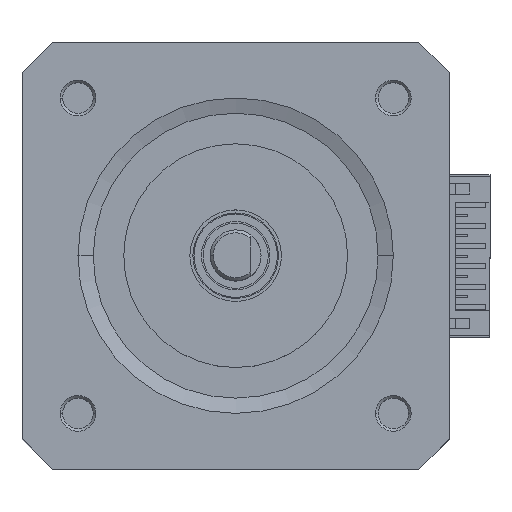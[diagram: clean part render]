
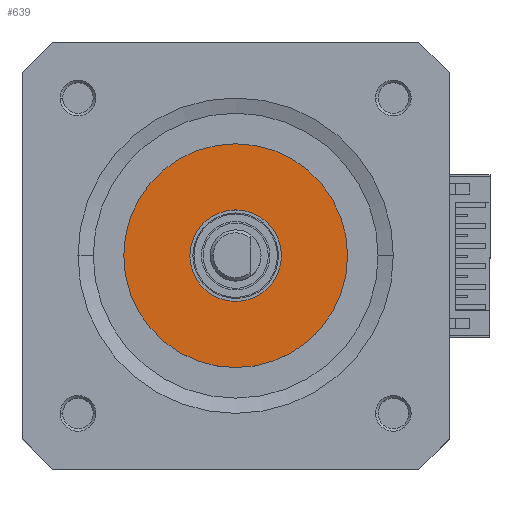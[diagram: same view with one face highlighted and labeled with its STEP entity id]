
A CAD part, top view. The second image highlights one B-rep face of the part: STEP entity #639.
In plain terms, the highlighted planar face has unit normal (0, 0, 1).
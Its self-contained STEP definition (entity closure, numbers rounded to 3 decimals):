
#337 = CARTESIAN_POINT ( 'NONE',  ( -11., 0., 36. ) ) ;
#627 = ORIENTED_EDGE ( 'NONE', *, *, #7888, .T. ) ;
#639 = ADVANCED_FACE ( 'NONE', ( #1418, #881 ), #13993, .T. ) ;
#648 = VERTEX_POINT ( 'NONE', #3614 ) ;
#881 = FACE_OUTER_BOUND ( 'NONE', #6805, .T. ) ;
#952 = EDGE_LOOP ( 'NONE', ( #4774, #5062 ) ) ;
#1014 = EDGE_CURVE ( 'NONE', #14782, #2370, #11369, .T. ) ;
#1248 = DIRECTION ( 'NONE',  ( 1., 0., 0. ) ) ;
#1346 = DIRECTION ( 'NONE',  ( 0., 0., 1. ) ) ;
#1418 = FACE_BOUND ( 'NONE', #952, .T. ) ;
#1509 = DIRECTION ( 'NONE',  ( 0., 0., 1. ) ) ;
#1598 = CIRCLE ( 'NONE', #7845, 4.5 ) ;
#2145 = DIRECTION ( 'NONE',  ( 0., 0., 1. ) ) ;
#2291 = CARTESIAN_POINT ( 'NONE',  ( -4.5, 0., 36. ) ) ;
#2370 = VERTEX_POINT ( 'NONE', #2291 ) ;
#3451 = VERTEX_POINT ( 'NONE', #337 ) ;
#3614 = CARTESIAN_POINT ( 'NONE',  ( 11., 0., 36. ) ) ;
#3952 = CIRCLE ( 'NONE', #6784, 11. ) ;
#4409 = CARTESIAN_POINT ( 'NONE',  ( 0., 0., 36. ) ) ;
#4774 = ORIENTED_EDGE ( 'NONE', *, *, #1014, .F. ) ;
#4775 = CARTESIAN_POINT ( 'NONE',  ( 0., 0., 36. ) ) ;
#4938 = DIRECTION ( 'NONE',  ( 1., 0., 0. ) ) ;
#5062 = ORIENTED_EDGE ( 'NONE', *, *, #11213, .F. ) ;
#6297 = DIRECTION ( 'NONE',  ( 0., 0., 1. ) ) ;
#6784 = AXIS2_PLACEMENT_3D ( 'NONE', #10734, #11909, #4938 ) ;
#6805 = EDGE_LOOP ( 'NONE', ( #10373, #627 ) ) ;
#7845 = AXIS2_PLACEMENT_3D ( 'NONE', #14359, #1509, #14305 ) ;
#7888 = EDGE_CURVE ( 'NONE', #648, #3451, #13532, .T. ) ;
#7925 = AXIS2_PLACEMENT_3D ( 'NONE', #12324, #6297, #11056 ) ;
#8226 = AXIS2_PLACEMENT_3D ( 'NONE', #4409, #2145, #11417 ) ;
#9552 = CARTESIAN_POINT ( 'NONE',  ( 4.5, 0., 36. ) ) ;
#9604 = AXIS2_PLACEMENT_3D ( 'NONE', #4775, #1346, #1248 ) ;
#10373 = ORIENTED_EDGE ( 'NONE', *, *, #11317, .T. ) ;
#10734 = CARTESIAN_POINT ( 'NONE',  ( 0., 0., 36. ) ) ;
#11056 = DIRECTION ( 'NONE',  ( 1., 0., 0. ) ) ;
#11213 = EDGE_CURVE ( 'NONE', #2370, #14782, #1598, .T. ) ;
#11317 = EDGE_CURVE ( 'NONE', #3451, #648, #3952, .T. ) ;
#11369 = CIRCLE ( 'NONE', #8226, 4.5 ) ;
#11417 = DIRECTION ( 'NONE',  ( 1., 0., 0. ) ) ;
#11909 = DIRECTION ( 'NONE',  ( 0., 0., 1. ) ) ;
#12324 = CARTESIAN_POINT ( 'NONE',  ( 0., 0., 36. ) ) ;
#13532 = CIRCLE ( 'NONE', #7925, 11. ) ;
#13993 = PLANE ( 'NONE',  #9604 ) ;
#14305 = DIRECTION ( 'NONE',  ( 1., 0., 0. ) ) ;
#14359 = CARTESIAN_POINT ( 'NONE',  ( 0., 0., 36. ) ) ;
#14782 = VERTEX_POINT ( 'NONE', #9552 ) ;
